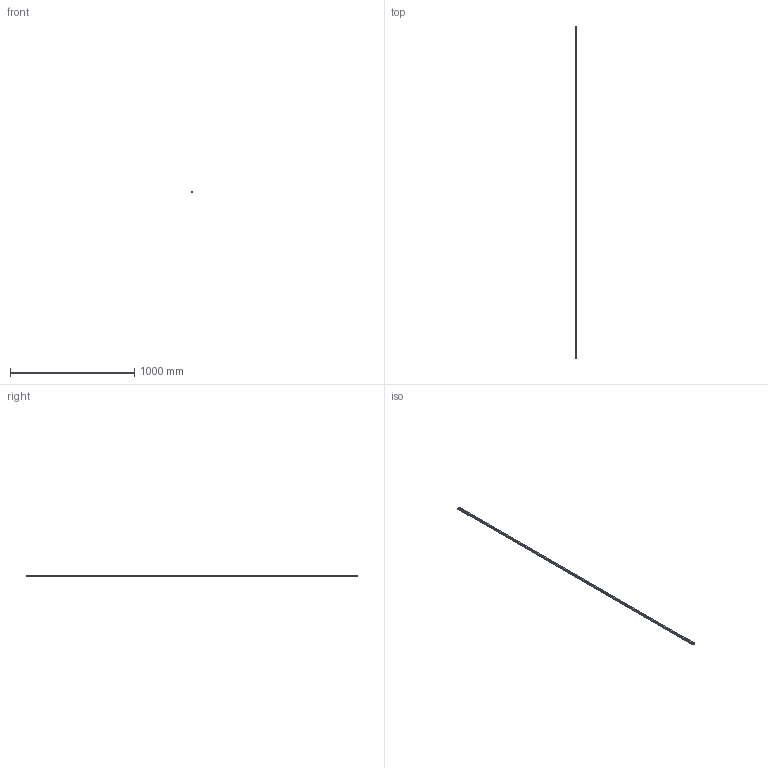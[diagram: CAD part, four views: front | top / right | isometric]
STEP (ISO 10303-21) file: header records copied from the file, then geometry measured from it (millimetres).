
FILE_DESCRIPTION(('STEP AP214'),'1');
FILE_NAME('cctmp_8032B03B-3ABD-4EDF-B3A6-14AAD9CC4C73_2021_01_19_11_26_05_0158..stp','2021-01-19T10:26:05',('HIWIN GmbH'),('CADClick - www.CADClick.com'),'Spatial InterOp 3D',' ','unknown authorization');
FILE_SCHEMA(('AUTOMOTIVE_DESIGN'));
Length unit declared in the file: millimetre
Products named in the file (1): HGR15T2670C_FILE
Bounding box: 15 x 2670 x 15 mm (x, y, z)
Volume: 501128.4 mm3; surface area: 169459.3 mm2
Topology: 1 solids, 1 shells, 295 faces, 777 edges, 443 vertices
Faces by surface type: cylinder 116, cone 90, plane 89
Entity records: 10777 total; most frequent: DIRECTION 1511, CARTESIAN_POINT 1426, ORIENTED_EDGE 1374, EDGE_CURVE 687, AXIS2_PLACEMENT_3D 528, LINE 455, VECTOR 455, VERTEX_POINT 443
